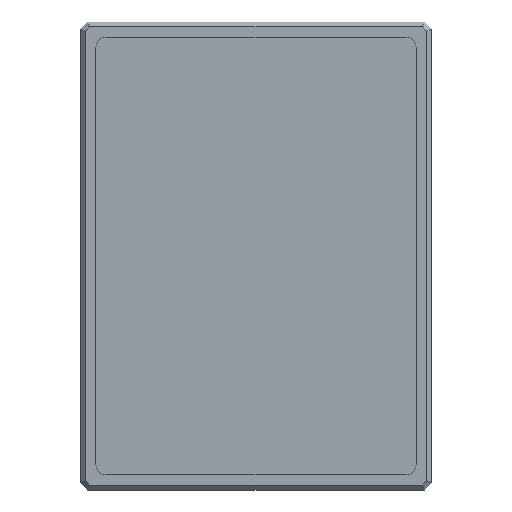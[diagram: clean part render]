
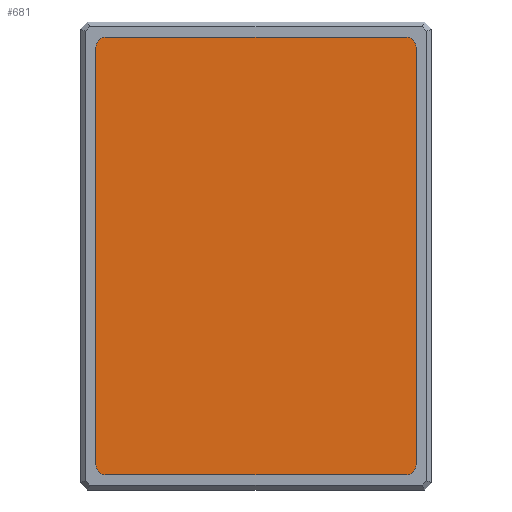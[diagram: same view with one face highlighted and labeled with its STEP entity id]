
A CAD part, top view. The second image highlights one B-rep face of the part: STEP entity #681.
In plain terms, the highlighted planar face has unit normal (0, 0, 1).
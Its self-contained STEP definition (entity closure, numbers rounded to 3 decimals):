
#3 = DIRECTION ( 'NONE',  ( 0., -1., 0. ) ) ;
#5 = CARTESIAN_POINT ( 'NONE',  ( -97.95, 136.05, 3.175 ) ) ;
#14 = DIRECTION ( 'NONE',  ( 0., 0., -1. ) ) ;
#25 = CARTESIAN_POINT ( 'NONE',  ( 97.95, 142.4, 3.175 ) ) ;
#60 = CIRCLE ( 'NONE', #534, 6.35 ) ;
#67 = LINE ( 'NONE', #516, #629 ) ;
#100 = CARTESIAN_POINT ( 'NONE',  ( -97.95, 142.4, 3.175 ) ) ;
#119 = EDGE_CURVE ( 'NONE', #429, #292, #523, .T. ) ;
#122 = VERTEX_POINT ( 'NONE', #778 ) ;
#125 = DIRECTION ( 'NONE',  ( -1., 0., 0. ) ) ;
#126 = ORIENTED_EDGE ( 'NONE', *, *, #119, .T. ) ;
#144 = CARTESIAN_POINT ( 'NONE',  ( -97.95, -142.4, 3.175 ) ) ;
#168 = ORIENTED_EDGE ( 'NONE', *, *, #721, .T. ) ;
#175 = CARTESIAN_POINT ( 'NONE',  ( 97.95, -142.4, 3.175 ) ) ;
#181 = LINE ( 'NONE', #401, #304 ) ;
#198 = EDGE_LOOP ( 'NONE', ( #476, #451, #352, #168, #530, #126, #564, #797 ) ) ;
#218 = AXIS2_PLACEMENT_3D ( 'NONE', #509, #714, #377 ) ;
#236 = CARTESIAN_POINT ( 'NONE',  ( 97.95, -142.4, 3.175 ) ) ;
#251 = CARTESIAN_POINT ( 'NONE',  ( -97.95, -136.05, 3.175 ) ) ;
#258 = DIRECTION ( 'NONE',  ( -1., 0., 0. ) ) ;
#292 = VERTEX_POINT ( 'NONE', #100 ) ;
#297 = LINE ( 'NONE', #236, #617 ) ;
#304 = VECTOR ( 'NONE', #3, 1000. ) ;
#313 = DIRECTION ( 'NONE',  ( 0., 1., 0. ) ) ;
#320 = DIRECTION ( 'NONE',  ( 0., 0., 1. ) ) ;
#323 = DIRECTION ( 'NONE',  ( 1., 0., 0. ) ) ;
#352 = ORIENTED_EDGE ( 'NONE', *, *, #686, .T. ) ;
#358 = CARTESIAN_POINT ( 'NONE',  ( -104.3, -136.05, 3.175 ) ) ;
#366 = DIRECTION ( 'NONE',  ( 0., 0., 1. ) ) ;
#371 = VERTEX_POINT ( 'NONE', #175 ) ;
#377 = DIRECTION ( 'NONE',  ( 1., 0., 0. ) ) ;
#380 = CIRCLE ( 'NONE', #548, 6.35 ) ;
#382 = DIRECTION ( 'NONE',  ( 0., 0., 1. ) ) ;
#392 = CARTESIAN_POINT ( 'NONE',  ( 97.95, 142.4, 3.175 ) ) ;
#401 = CARTESIAN_POINT ( 'NONE',  ( -104.3, -136.05, 3.175 ) ) ;
#429 = VERTEX_POINT ( 'NONE', #25 ) ;
#444 = FACE_OUTER_BOUND ( 'NONE', #198, .T. ) ;
#451 = ORIENTED_EDGE ( 'NONE', *, *, #558, .T. ) ;
#476 = ORIENTED_EDGE ( 'NONE', *, *, #670, .T. ) ;
#493 = DIRECTION ( 'NONE',  ( 1., 0., 0. ) ) ;
#509 = CARTESIAN_POINT ( 'NONE',  ( 97.95, -136.05, 3.175 ) ) ;
#516 = CARTESIAN_POINT ( 'NONE',  ( 104.3, -136.05, 3.175 ) ) ;
#523 = LINE ( 'NONE', #392, #556 ) ;
#524 = DIRECTION ( 'NONE',  ( -1., 0., 0. ) ) ;
#530 = ORIENTED_EDGE ( 'NONE', *, *, #586, .T. ) ;
#534 = AXIS2_PLACEMENT_3D ( 'NONE', #569, #320, #524 ) ;
#548 = AXIS2_PLACEMENT_3D ( 'NONE', #5, #382, #323 ) ;
#556 = VECTOR ( 'NONE', #258, 1000. ) ;
#558 = EDGE_CURVE ( 'NONE', #692, #371, #297, .T. ) ;
#564 = ORIENTED_EDGE ( 'NONE', *, *, #735, .T. ) ;
#569 = CARTESIAN_POINT ( 'NONE',  ( -97.95, -136.05, 3.175 ) ) ;
#574 = AXIS2_PLACEMENT_3D ( 'NONE', #251, #14, #125 ) ;
#577 = VERTEX_POINT ( 'NONE', #358 ) ;
#586 = EDGE_CURVE ( 'NONE', #739, #429, #684, .T. ) ;
#610 = EDGE_CURVE ( 'NONE', #122, #577, #181, .T. ) ;
#617 = VECTOR ( 'NONE', #798, 1000. ) ;
#619 = VERTEX_POINT ( 'NONE', #752 ) ;
#629 = VECTOR ( 'NONE', #313, 1000. ) ;
#670 = EDGE_CURVE ( 'NONE', #577, #692, #60, .T. ) ;
#675 = CIRCLE ( 'NONE', #218, 6.35 ) ;
#681 = ADVANCED_FACE ( 'NONE', ( #444 ), #699, .F. ) ;
#684 = CIRCLE ( 'NONE', #741, 6.35 ) ;
#686 = EDGE_CURVE ( 'NONE', #371, #619, #675, .T. ) ;
#692 = VERTEX_POINT ( 'NONE', #144 ) ;
#699 = PLANE ( 'NONE',  #574 ) ;
#704 = CARTESIAN_POINT ( 'NONE',  ( 104.3, 136.05, 3.175 ) ) ;
#714 = DIRECTION ( 'NONE',  ( 0., 0., 1. ) ) ;
#721 = EDGE_CURVE ( 'NONE', #619, #739, #67, .T. ) ;
#735 = EDGE_CURVE ( 'NONE', #292, #122, #380, .T. ) ;
#736 = CARTESIAN_POINT ( 'NONE',  ( 97.95, 136.05, 3.175 ) ) ;
#739 = VERTEX_POINT ( 'NONE', #704 ) ;
#741 = AXIS2_PLACEMENT_3D ( 'NONE', #736, #366, #493 ) ;
#752 = CARTESIAN_POINT ( 'NONE',  ( 104.3, -136.05, 3.175 ) ) ;
#778 = CARTESIAN_POINT ( 'NONE',  ( -104.3, 136.05, 3.175 ) ) ;
#797 = ORIENTED_EDGE ( 'NONE', *, *, #610, .T. ) ;
#798 = DIRECTION ( 'NONE',  ( 1., 0., 0. ) ) ;
